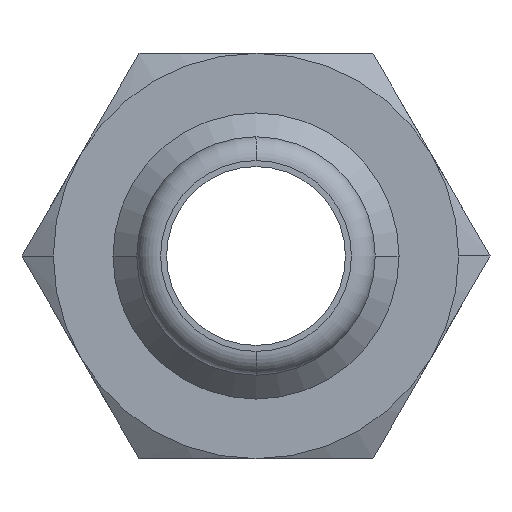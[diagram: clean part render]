
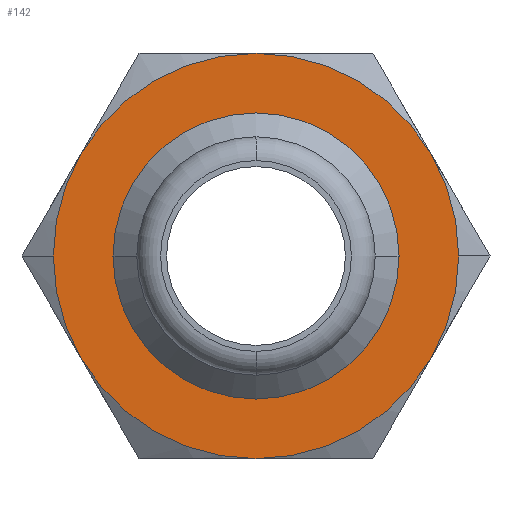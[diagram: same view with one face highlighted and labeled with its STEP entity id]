
A CAD part, front view. The second image highlights one B-rep face of the part: STEP entity #142.
In plain terms, the highlighted planar face has unit normal (0, -1, 0).
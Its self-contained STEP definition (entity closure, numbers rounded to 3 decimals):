
#142=ADVANCED_FACE('',(#309,#310),#311,.T.);
#309=FACE_OUTER_BOUND('',#506,.T.);
#310=FACE_BOUND('',#507,.T.);
#311=PLANE('',#508);
#506=EDGE_LOOP('',(#851,#852,#853,#854,#855,#856,#857,#858));
#507=EDGE_LOOP('',(#859,#860));
#508=AXIS2_PLACEMENT_3D('',#861,#862,#863);
#851=ORIENTED_EDGE('',*,*,#1239,.F.);
#852=ORIENTED_EDGE('',*,*,#1303,.F.);
#853=ORIENTED_EDGE('',*,*,#1304,.F.);
#854=ORIENTED_EDGE('',*,*,#1305,.F.);
#855=ORIENTED_EDGE('',*,*,#1306,.F.);
#856=ORIENTED_EDGE('',*,*,#1307,.F.);
#857=ORIENTED_EDGE('',*,*,#1308,.F.);
#858=ORIENTED_EDGE('',*,*,#1309,.F.);
#859=ORIENTED_EDGE('',*,*,#1292,.F.);
#860=ORIENTED_EDGE('',*,*,#1288,.F.);
#861=CARTESIAN_POINT('',(4.25,20.0,0.0));
#862=DIRECTION('',(-0.0,-1.0,-0.0));
#863=DIRECTION('',(-1.0,0.0,0.0));
#1239=EDGE_CURVE('',#1521,#1518,#1523,.T.);
#1288=EDGE_CURVE('',#1591,#1593,#1594,.T.);
#1292=EDGE_CURVE('',#1593,#1591,#1598,.T.);
#1303=EDGE_CURVE('',#1612,#1521,#1613,.T.);
#1304=EDGE_CURVE('',#1614,#1612,#1615,.T.);
#1305=EDGE_CURVE('',#1616,#1614,#1617,.T.);
#1306=EDGE_CURVE('',#1468,#1616,#1618,.T.);
#1307=EDGE_CURVE('',#1550,#1468,#1619,.T.);
#1308=EDGE_CURVE('',#1620,#1550,#1621,.T.);
#1309=EDGE_CURVE('',#1518,#1620,#1622,.T.);
#1468=VERTEX_POINT('',#1945);
#1518=VERTEX_POINT('',#2059);
#1521=VERTEX_POINT('',#2063);
#1523=CIRCLE('',#2076,8.5);
#1550=VERTEX_POINT('',#2109);
#1591=VERTEX_POINT('',#2235);
#1593=VERTEX_POINT('',#2238);
#1594=CIRCLE('',#2239,6.0);
#1598=CIRCLE('',#2244,6.0);
#1612=VERTEX_POINT('',#2258);
#1613=CIRCLE('',#2259,8.5);
#1614=VERTEX_POINT('',#2260);
#1615=CIRCLE('',#2261,8.5);
#1616=VERTEX_POINT('',#2262);
#1617=CIRCLE('',#2263,8.5);
#1618=CIRCLE('',#2264,8.5);
#1619=CIRCLE('',#2265,8.5);
#1620=VERTEX_POINT('',#2266);
#1621=CIRCLE('',#2267,8.5);
#1622=CIRCLE('',#2268,8.5);
#1945=CARTESIAN_POINT('',(-7.361,20.0,-4.25));
#2059=CARTESIAN_POINT('',(8.5,20.0,0.));
#2063=CARTESIAN_POINT('',(7.361,20.0,4.25));
#2076=AXIS2_PLACEMENT_3D('',#2612,#2613,#2614);
#2109=CARTESIAN_POINT('',(0.0,20.0,-8.5));
#2235=CARTESIAN_POINT('',(6.0,20.0,0.));
#2238=CARTESIAN_POINT('',(-6.0,20.0,0.));
#2239=AXIS2_PLACEMENT_3D('',#2672,#2673,#2674);
#2244=AXIS2_PLACEMENT_3D('',#2679,#2680,#2681);
#2258=CARTESIAN_POINT('',(0.,20.0,8.5));
#2259=AXIS2_PLACEMENT_3D('',#2700,#2701,#2702);
#2260=CARTESIAN_POINT('',(-7.361,20.0,4.25));
#2261=AXIS2_PLACEMENT_3D('',#2703,#2704,#2705);
#2262=CARTESIAN_POINT('',(-8.5,20.0,0.));
#2263=AXIS2_PLACEMENT_3D('',#2706,#2707,#2708);
#2264=AXIS2_PLACEMENT_3D('',#2709,#2710,#2711);
#2265=AXIS2_PLACEMENT_3D('',#2712,#2713,#2714);
#2266=CARTESIAN_POINT('',(7.361,20.0,-4.25));
#2267=AXIS2_PLACEMENT_3D('',#2715,#2716,#2717);
#2268=AXIS2_PLACEMENT_3D('',#2718,#2719,#2720);
#2612=CARTESIAN_POINT('',(0.0,20.0,0.0));
#2613=DIRECTION('',(-0.0,1.0,0.0));
#2614=DIRECTION('',(1.0,0.0,0.0));
#2672=CARTESIAN_POINT('',(0.0,20.0,0.0));
#2673=DIRECTION('',(0.0,-1.0,0.0));
#2674=DIRECTION('',(1.0,0.0,0.0));
#2679=CARTESIAN_POINT('',(0.0,20.0,0.0));
#2680=DIRECTION('',(0.0,-1.0,0.0));
#2681=DIRECTION('',(1.0,0.0,0.0));
#2700=CARTESIAN_POINT('',(0.0,20.0,0.0));
#2701=DIRECTION('',(-0.0,1.0,0.0));
#2702=DIRECTION('',(1.0,0.0,0.0));
#2703=CARTESIAN_POINT('',(0.0,20.0,0.0));
#2704=DIRECTION('',(-0.0,1.0,0.0));
#2705=DIRECTION('',(1.0,0.0,0.0));
#2706=CARTESIAN_POINT('',(0.0,20.0,0.0));
#2707=DIRECTION('',(-0.0,1.0,0.0));
#2708=DIRECTION('',(1.0,0.0,0.0));
#2709=CARTESIAN_POINT('',(0.0,20.0,0.0));
#2710=DIRECTION('',(-0.0,1.0,0.0));
#2711=DIRECTION('',(1.0,0.0,0.0));
#2712=CARTESIAN_POINT('',(0.0,20.0,0.0));
#2713=DIRECTION('',(-0.0,1.0,0.0));
#2714=DIRECTION('',(1.0,0.0,0.0));
#2715=CARTESIAN_POINT('',(0.0,20.0,0.0));
#2716=DIRECTION('',(-0.0,1.0,0.0));
#2717=DIRECTION('',(1.0,0.0,0.0));
#2718=CARTESIAN_POINT('',(0.0,20.0,0.0));
#2719=DIRECTION('',(-0.0,1.0,0.0));
#2720=DIRECTION('',(1.0,0.0,0.0));
